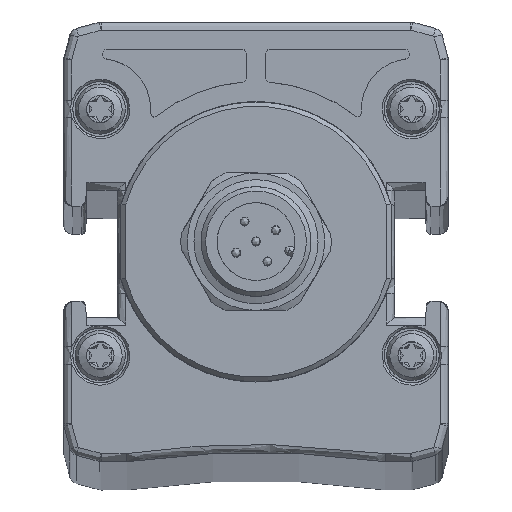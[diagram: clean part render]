
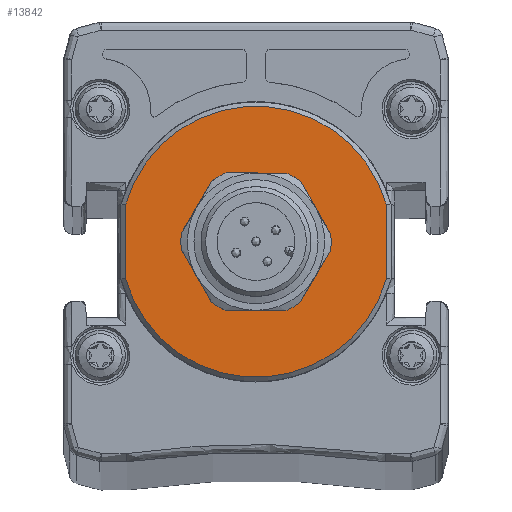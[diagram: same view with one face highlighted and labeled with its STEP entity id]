
A CAD part, top view. The second image highlights one B-rep face of the part: STEP entity #13842.
In plain terms, the highlighted planar face has unit normal (0, 0, 1).
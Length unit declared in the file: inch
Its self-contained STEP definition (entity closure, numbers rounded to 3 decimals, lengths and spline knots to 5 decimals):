
#54 = CARTESIAN_POINT ( 'NONE',  ( -0.19245, -0.2592, 69.60675 ) ) ;
#512 = DIRECTION ( 'NONE',  ( -0.507, -0.862, 0. ) ) ;
#797 = DIRECTION ( 'NONE',  ( 0., 0., -1. ) ) ;
#1369 = VERTEX_POINT ( 'NONE', #7910 ) ;
#1572 = DIRECTION ( 'NONE',  ( -0.493, 0.87, 0. ) ) ;
#1600 = DIRECTION ( 'NONE',  ( -0.493, 0.87, 0. ) ) ;
#1784 = CARTESIAN_POINT ( 'NONE',  ( 0.32123, 0.03214, 69.60675 ) ) ;
#2059 = DIRECTION ( 'NONE',  ( -0.493, 0.87, 0. ) ) ;
#2123 = VECTOR ( 'NONE', #16264, 39.37008 ) ;
#2326 = DIRECTION ( 'NONE',  ( 0., 0., 1. ) ) ;
#2697 = VERTEX_POINT ( 'NONE', #11275 ) ;
#2810 = CARTESIAN_POINT ( 'NONE',  ( 0.56106, -0.15737, 69.60675 ) ) ;
#2812 = EDGE_CURVE ( 'NONE', #17095, #3600, #14797, .T. ) ;
#3126 = ORIENTED_EDGE ( 'NONE', *, *, #5311, .T. ) ;
#3177 = DIRECTION ( 'NONE',  ( 1., 0., 0. ) ) ;
#3284 = DIRECTION ( 'NONE',  ( 0., 0., -1. ) ) ;
#3353 = LINE ( 'NONE', #25102, #13250 ) ;
#3600 = VERTEX_POINT ( 'NONE', #15133 ) ;
#4166 = CARTESIAN_POINT ( 'NONE',  ( 0., 0., 69.60675 ) ) ;
#4675 = CARTESIAN_POINT ( 'NONE',  ( -0.32123, -0.03214, 69.60675 ) ) ;
#5311 = EDGE_CURVE ( 'NONE', #22485, #29095, #12286, .T. ) ;
#5634 = CARTESIAN_POINT ( 'NONE',  ( -0.3207, 0.03707, 69.60675 ) ) ;
#5828 = DIRECTION ( 'NONE',  ( -1., 0., 0. ) ) ;
#5973 = AXIS2_PLACEMENT_3D ( 'NONE', #7749, #22423, #5828 ) ;
#6188 = EDGE_LOOP ( 'NONE', ( #7408, #13904, #31732, #25986 ) ) ;
#6253 = CARTESIAN_POINT ( 'NONE',  ( 0., 0., 69.60675 ) ) ;
#6551 = CARTESIAN_POINT ( 'NONE',  ( 0.18845, -0.26212, 69.60675 ) ) ;
#7290 = EDGE_CURVE ( 'NONE', #29095, #17095, #15052, .T. ) ;
#7408 = ORIENTED_EDGE ( 'NONE', *, *, #20536, .F. ) ;
#7412 = LINE ( 'NONE', #24817, #28015 ) ;
#7641 = EDGE_CURVE ( 'NONE', #22926, #25501, #10449, .T. ) ;
#7749 = CARTESIAN_POINT ( 'NONE',  ( 0., 0., 69.60675 ) ) ;
#7910 = CARTESIAN_POINT ( 'NONE',  ( 0.12825, -0.29627, 69.60675 ) ) ;
#8289 = CARTESIAN_POINT ( 'NONE',  ( -0.13278, -0.29427, 69.60675 ) ) ;
#8393 = AXIS2_PLACEMENT_3D ( 'NONE', #13483, #18166, #3177 ) ;
#8692 = DIRECTION ( 'NONE',  ( 0., 0., -1. ) ) ;
#8796 = VERTEX_POINT ( 'NONE', #6551 ) ;
#9230 = CARTESIAN_POINT ( 'NONE',  ( 0., 0., 69.60675 ) ) ;
#9514 = VECTOR ( 'NONE', #29363, 39.37008 ) ;
#9533 = CARTESIAN_POINT ( 'NONE',  ( 0.56106, 0.15737, 69.60675 ) ) ;
#9809 = VECTOR ( 'NONE', #15438, 39.37008 ) ;
#9817 = CARTESIAN_POINT ( 'NONE',  ( -0.56106, -0.15737, 69.60675 ) ) ;
#9883 = DIRECTION ( 'NONE',  ( -0.493, 0.87, 0. ) ) ;
#9941 = VECTOR ( 'NONE', #9956, 39.37008 ) ;
#9956 = DIRECTION ( 'NONE',  ( 0.493, -0.87, 0. ) ) ;
#10395 = EDGE_CURVE ( 'NONE', #11879, #29930, #3353, .T. ) ;
#10449 = LINE ( 'NONE', #31904, #9941 ) ;
#10737 = CARTESIAN_POINT ( 'NONE',  ( -0.56106, 0.15737, 69.60675 ) ) ;
#11077 = FACE_BOUND ( 'NONE', #15176, .T. ) ;
#11275 = CARTESIAN_POINT ( 'NONE',  ( -0.12825, 0.29627, 69.60675 ) ) ;
#11728 = ORIENTED_EDGE ( 'NONE', *, *, #28607, .T. ) ;
#11879 = VERTEX_POINT ( 'NONE', #9817 ) ;
#11967 = ORIENTED_EDGE ( 'NONE', *, *, #7641, .T. ) ;
#12095 = ORIENTED_EDGE ( 'NONE', *, *, #14761, .T. ) ;
#12286 = LINE ( 'NONE', #54, #21096 ) ;
#12691 = CIRCLE ( 'NONE', #24506, 0.32283 ) ;
#12812 = EDGE_CURVE ( 'NONE', #2697, #24735, #26439, .T. ) ;
#13040 = DIRECTION ( 'NONE',  ( -0.493, 0.87, 0. ) ) ;
#13199 = DIRECTION ( 'NONE',  ( 0., 1., 0. ) ) ;
#13250 = VECTOR ( 'NONE', #13199, 39.37008 ) ;
#13416 = AXIS2_PLACEMENT_3D ( 'NONE', #9230, #19071, #14391 ) ;
#13483 = CARTESIAN_POINT ( 'NONE',  ( 0., 0., 69.60675 ) ) ;
#13766 = EDGE_CURVE ( 'NONE', #25501, #16863, #24290, .T. ) ;
#13831 = CARTESIAN_POINT ( 'NONE',  ( 0.13278, 0.29427, 69.60675 ) ) ;
#13842 = ADVANCED_FACE ( 'NONE', ( #15415, #11077 ), #17844, .T. ) ;
#13904 = ORIENTED_EDGE ( 'NONE', *, *, #10395, .F. ) ;
#13911 = CIRCLE ( 'NONE', #13416, 0.32283 ) ;
#14346 = CIRCLE ( 'NONE', #31391, 0.32283 ) ;
#14391 = DIRECTION ( 'NONE',  ( -0.493, 0.87, 0. ) ) ;
#14496 = LINE ( 'NONE', #29528, #9514 ) ;
#14550 = DIRECTION ( 'NONE',  ( -1., 0., 0. ) ) ;
#14761 = EDGE_CURVE ( 'NONE', #24735, #22926, #14346, .T. ) ;
#14797 = LINE ( 'NONE', #22541, #9809 ) ;
#15052 = CIRCLE ( 'NONE', #17637, 0.32283 ) ;
#15133 = CARTESIAN_POINT ( 'NONE',  ( -0.18845, 0.26212, 69.60675 ) ) ;
#15176 = EDGE_LOOP ( 'NONE', ( #15481, #31358, #27989, #12095, #11967, #17468, #18312, #29873, #27621, #11728, #3126, #24323 ) ) ;
#15391 = VECTOR ( 'NONE', #29833, 39.37008 ) ;
#15415 = FACE_OUTER_BOUND ( 'NONE', #6188, .T. ) ;
#15438 = DIRECTION ( 'NONE',  ( 0.507, 0.862, 0. ) ) ;
#15481 = ORIENTED_EDGE ( 'NONE', *, *, #2812, .T. ) ;
#16264 = DIRECTION ( 'NONE',  ( 1., -0.008, 0. ) ) ;
#16863 = VERTEX_POINT ( 'NONE', #30350 ) ;
#17095 = VERTEX_POINT ( 'NONE', #5634 ) ;
#17309 = CIRCLE ( 'NONE', #26532, 0.58271 ) ;
#17468 = ORIENTED_EDGE ( 'NONE', *, *, #13766, .T. ) ;
#17637 = AXIS2_PLACEMENT_3D ( 'NONE', #4166, #8692, #1600 ) ;
#17844 = PLANE ( 'NONE',  #8393 ) ;
#18139 = AXIS2_PLACEMENT_3D ( 'NONE', #23964, #31422, #2059 ) ;
#18166 = DIRECTION ( 'NONE',  ( 0., 0., 1. ) ) ;
#18181 = AXIS2_PLACEMENT_3D ( 'NONE', #6253, #30934, #1572 ) ;
#18312 = ORIENTED_EDGE ( 'NONE', *, *, #18500, .T. ) ;
#18500 = EDGE_CURVE ( 'NONE', #16863, #8796, #7412, .T. ) ;
#19071 = DIRECTION ( 'NONE',  ( 0., 0., -1. ) ) ;
#19505 = CARTESIAN_POINT ( 'NONE',  ( 0.56106, 0., 69.60675 ) ) ;
#19989 = LINE ( 'NONE', #19505, #15391 ) ;
#20040 = CARTESIAN_POINT ( 'NONE',  ( 0., 0., 69.60675 ) ) ;
#20054 = CARTESIAN_POINT ( 'NONE',  ( 0., 0., 69.60675 ) ) ;
#20536 = EDGE_CURVE ( 'NONE', #29930, #31301, #30717, .T. ) ;
#21063 = EDGE_CURVE ( 'NONE', #3600, #2697, #12691, .T. ) ;
#21096 = VECTOR ( 'NONE', #9883, 39.37008 ) ;
#21215 = EDGE_CURVE ( 'NONE', #11879, #22602, #17309, .T. ) ;
#22423 = DIRECTION ( 'NONE',  ( 0., 0., -1. ) ) ;
#22485 = VERTEX_POINT ( 'NONE', #26842 ) ;
#22541 = CARTESIAN_POINT ( 'NONE',  ( -0.3207, 0.03707, 69.60675 ) ) ;
#22602 = VERTEX_POINT ( 'NONE', #2810 ) ;
#22699 = CARTESIAN_POINT ( 'NONE',  ( 0., 0., 69.60675 ) ) ;
#22926 = VERTEX_POINT ( 'NONE', #23384 ) ;
#23228 = EDGE_CURVE ( 'NONE', #31301, #22602, #19989, .T. ) ;
#23384 = CARTESIAN_POINT ( 'NONE',  ( 0.19245, 0.2592, 69.60675 ) ) ;
#23632 = VERTEX_POINT ( 'NONE', #8289 ) ;
#23964 = CARTESIAN_POINT ( 'NONE',  ( 0., 0., 69.60675 ) ) ;
#24290 = CIRCLE ( 'NONE', #18139, 0.32283 ) ;
#24323 = ORIENTED_EDGE ( 'NONE', *, *, #7290, .T. ) ;
#24506 = AXIS2_PLACEMENT_3D ( 'NONE', #20054, #3284, #25036 ) ;
#24735 = VERTEX_POINT ( 'NONE', #13831 ) ;
#24817 = CARTESIAN_POINT ( 'NONE',  ( 0.3207, -0.03707, 69.60675 ) ) ;
#25036 = DIRECTION ( 'NONE',  ( -0.493, 0.87, 0. ) ) ;
#25102 = CARTESIAN_POINT ( 'NONE',  ( -0.56106, 0., 69.60675 ) ) ;
#25501 = VERTEX_POINT ( 'NONE', #1784 ) ;
#25986 = ORIENTED_EDGE ( 'NONE', *, *, #23228, .F. ) ;
#26439 = LINE ( 'NONE', #31293, #2123 ) ;
#26532 = AXIS2_PLACEMENT_3D ( 'NONE', #20040, #2326, #14550 ) ;
#26842 = CARTESIAN_POINT ( 'NONE',  ( -0.19245, -0.2592, 69.60675 ) ) ;
#26901 = EDGE_CURVE ( 'NONE', #8796, #1369, #13911, .T. ) ;
#27621 = ORIENTED_EDGE ( 'NONE', *, *, #30455, .T. ) ;
#27989 = ORIENTED_EDGE ( 'NONE', *, *, #12812, .T. ) ;
#28015 = VECTOR ( 'NONE', #512, 39.37008 ) ;
#28607 = EDGE_CURVE ( 'NONE', #23632, #22485, #29510, .T. ) ;
#29095 = VERTEX_POINT ( 'NONE', #4675 ) ;
#29363 = DIRECTION ( 'NONE',  ( -1., 0.008, 0. ) ) ;
#29510 = CIRCLE ( 'NONE', #18181, 0.32283 ) ;
#29528 = CARTESIAN_POINT ( 'NONE',  ( 0.12825, -0.29627, 69.60675 ) ) ;
#29833 = DIRECTION ( 'NONE',  ( 0., -1., 0. ) ) ;
#29873 = ORIENTED_EDGE ( 'NONE', *, *, #26901, .T. ) ;
#29930 = VERTEX_POINT ( 'NONE', #10737 ) ;
#30350 = CARTESIAN_POINT ( 'NONE',  ( 0.3207, -0.03707, 69.60675 ) ) ;
#30455 = EDGE_CURVE ( 'NONE', #1369, #23632, #14496, .T. ) ;
#30717 = CIRCLE ( 'NONE', #5973, 0.58271 ) ;
#30934 = DIRECTION ( 'NONE',  ( 0., 0., -1. ) ) ;
#31293 = CARTESIAN_POINT ( 'NONE',  ( -0.12825, 0.29627, 69.60675 ) ) ;
#31301 = VERTEX_POINT ( 'NONE', #9533 ) ;
#31358 = ORIENTED_EDGE ( 'NONE', *, *, #21063, .T. ) ;
#31391 = AXIS2_PLACEMENT_3D ( 'NONE', #22699, #797, #13040 ) ;
#31422 = DIRECTION ( 'NONE',  ( 0., 0., -1. ) ) ;
#31732 = ORIENTED_EDGE ( 'NONE', *, *, #21215, .T. ) ;
#31904 = CARTESIAN_POINT ( 'NONE',  ( 0.19245, 0.2592, 69.60675 ) ) ;
